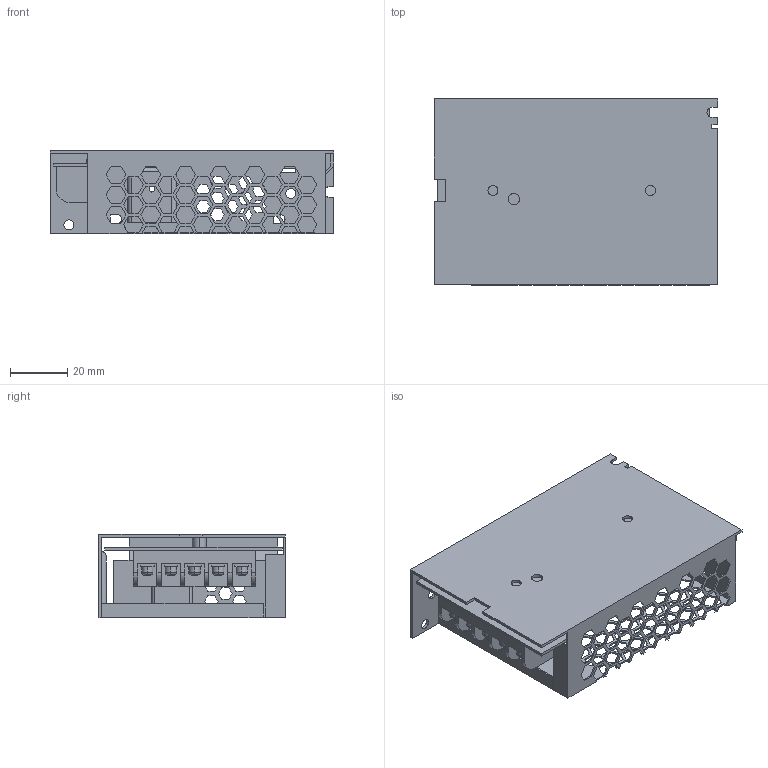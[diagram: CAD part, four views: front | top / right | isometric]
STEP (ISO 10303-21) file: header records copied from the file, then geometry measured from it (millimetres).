
FILE_DESCRIPTION (( 'STEP AP214' ), '1' );
FILE_NAME ('F605LSE8.25-5P.STEP', '2025-03-18T01:07:41', ( '' ), ( '' ), 'SwSTEP 2.0', 'SolidWorks 2020', '' );
FILE_SCHEMA (( 'AUTOMOTIVE_DESIGN' ));
Length unit declared in the file: millimetre
Products named in the file (1): F605LSE8.25-5P
Bounding box: 99 x 65 x 29 mm (x, y, z)
Volume: 24077.8 mm3; surface area: 45520.2 mm2
Topology: 1 solids, 1 shells, 1090 faces, 3259 edges, 2160 vertices
Faces by surface type: plane 1027, cylinder 51, torus 12
Entity records: 36611 total; most frequent: CARTESIAN_POINT 6534, ORIENTED_EDGE 6518, DIRECTION 5543, EDGE_CURVE 3259, VECTOR 3141, LINE 3141, VERTEX_POINT 2160, EDGE_LOOP 1393
